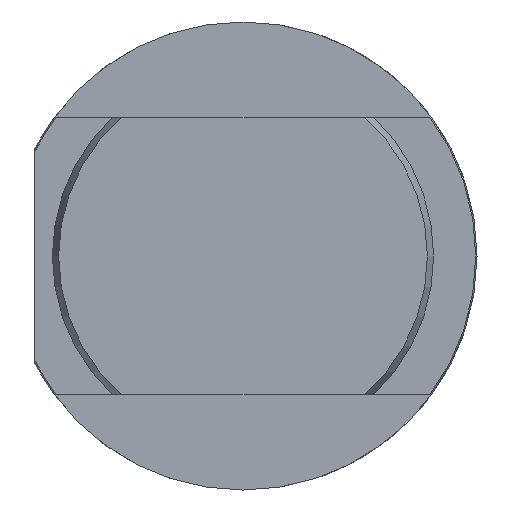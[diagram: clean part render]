
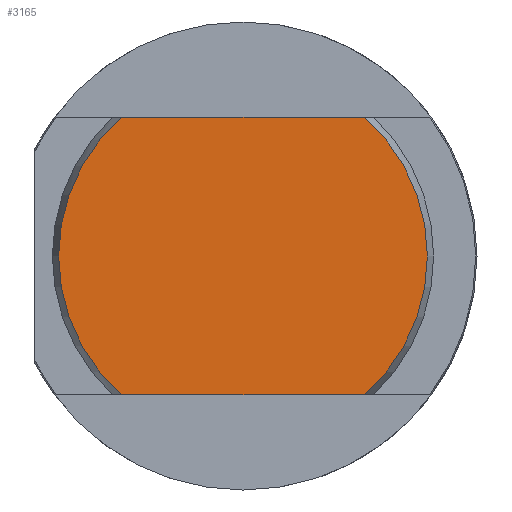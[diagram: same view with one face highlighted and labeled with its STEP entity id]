
A CAD part, left-side view. The second image highlights one B-rep face of the part: STEP entity #3165.
In plain terms, the highlighted planar face has unit normal (-1, 0, 0).
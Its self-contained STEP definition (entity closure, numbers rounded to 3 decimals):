
#133 = AXIS2_PLACEMENT_3D ( 'NONE', #526, #529, #530 ) ;
#194 = AXIS2_PLACEMENT_3D ( 'NONE', #821, #822, #823 ) ;
#200 = AXIS2_PLACEMENT_3D ( 'NONE', #856, #866, #867 ) ;
#526 = CARTESIAN_POINT ( 'NONE',  ( 0., 0., 0. ) ) ;
#527 = PLANE ( 'NONE',  #133 ) ;
#529 = DIRECTION ( 'NONE',  ( 1., 0., 0. ) ) ;
#530 = DIRECTION ( 'NONE',  ( 0., 0., -1. ) ) ;
#821 = CARTESIAN_POINT ( 'NONE',  ( 0., 0., 0. ) ) ;
#822 = DIRECTION ( 'NONE',  ( -1., 0., 0. ) ) ;
#823 = DIRECTION ( 'NONE',  ( 0., 0., -1. ) ) ;
#856 = CARTESIAN_POINT ( 'NONE',  ( 0., 0., 0. ) ) ;
#863 = CARTESIAN_POINT ( 'NONE',  ( 0., 12.75, -8. ) ) ;
#864 = DIRECTION ( 'NONE',  ( 0., 1., 0. ) ) ;
#866 = DIRECTION ( 'NONE',  ( -1., 0., 0. ) ) ;
#867 = DIRECTION ( 'NONE',  ( 0., 0., -1. ) ) ;
#868 = CARTESIAN_POINT ( 'NONE',  ( 0., 12.75, 8. ) ) ;
#869 = DIRECTION ( 'NONE',  ( 0., -1., 0. ) ) ;
#1908 = FACE_OUTER_BOUND ( 'NONE', #3612, .T. ) ;
#2075 = CIRCLE ( 'NONE', #194, 10.636 ) ;
#2077 = VECTOR ( 'NONE', #864, 1000. ) ;
#2082 = LINE ( 'NONE', #868, #2084 ) ;
#2083 = LINE ( 'NONE', #863, #2077 ) ;
#2084 = VECTOR ( 'NONE', #869, 1000. ) ;
#2088 = CIRCLE ( 'NONE', #200, 10.636 ) ;
#2530 = CARTESIAN_POINT ( 'NONE',  ( 0., -7.009, -8. ) ) ;
#2597 = CARTESIAN_POINT ( 'NONE',  ( 0., -7.009, 8. ) ) ;
#2601 = CARTESIAN_POINT ( 'NONE',  ( 0., 7.009, 8. ) ) ;
#2602 = CARTESIAN_POINT ( 'NONE',  ( 0., 7.009, -8. ) ) ;
#2819 = VERTEX_POINT ( 'NONE', #2602 ) ;
#2820 = VERTEX_POINT ( 'NONE', #2601 ) ;
#2824 = VERTEX_POINT ( 'NONE', #2597 ) ;
#2891 = VERTEX_POINT ( 'NONE', #2530 ) ;
#3040 = ORIENTED_EDGE ( 'NONE', *, *, #3914, .T. ) ;
#3042 = ORIENTED_EDGE ( 'NONE', *, *, #3926, .F. ) ;
#3047 = ORIENTED_EDGE ( 'NONE', *, *, #3928, .F. ) ;
#3057 = ORIENTED_EDGE ( 'NONE', *, *, #3927, .T. ) ;
#3165 = ADVANCED_FACE ( 'NONE', ( #1908 ), #527, .F. ) ;
#3612 = EDGE_LOOP ( 'NONE', ( #3057, #3042, #3040, #3047 ) ) ;
#3914 = EDGE_CURVE ( 'NONE', #2891, #2824, #2075, .T. ) ;
#3926 = EDGE_CURVE ( 'NONE', #2891, #2819, #2083, .T. ) ;
#3927 = EDGE_CURVE ( 'NONE', #2820, #2819, #2088, .T. ) ;
#3928 = EDGE_CURVE ( 'NONE', #2820, #2824, #2082, .T. ) ;
